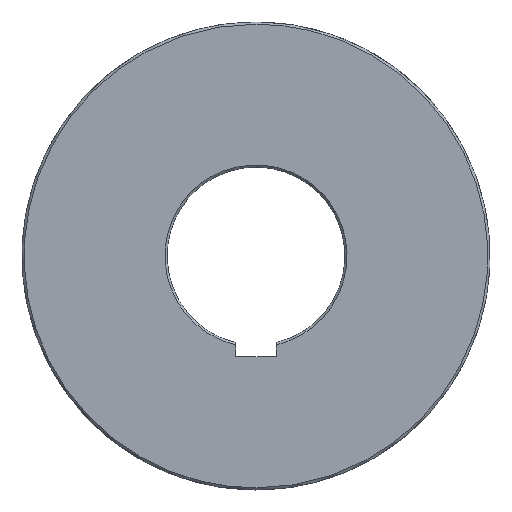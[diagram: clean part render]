
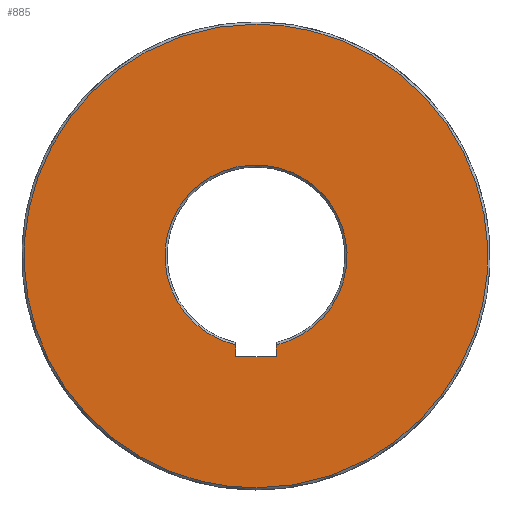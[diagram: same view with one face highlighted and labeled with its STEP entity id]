
A CAD part, front view. The second image highlights one B-rep face of the part: STEP entity #885.
In plain terms, the highlighted free-form (B-spline) face has degree [1, 1] with [2, 2] control points.
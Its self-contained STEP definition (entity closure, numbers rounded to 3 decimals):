
#352 = EDGE_CURVE('',#353,#355,#357,.T.);
#353 = VERTEX_POINT('',#354);
#354 = CARTESIAN_POINT('',(0.,0.,-78.693));
#355 = VERTEX_POINT('',#356);
#356 = CARTESIAN_POINT('',(0.,0.,78.693));
#357 = ( BOUNDED_CURVE() B_SPLINE_CURVE(2,(#358,#359,#360,#361,#362),
.UNSPECIFIED.,.F.,.F.) B_SPLINE_CURVE_WITH_KNOTS((3,2,3),(3.142,
4.712,6.283),.PIECEWISE_BEZIER_KNOTS.) CURVE() 
GEOMETRIC_REPRESENTATION_ITEM() RATIONAL_B_SPLINE_CURVE((1.,
0.707,1.,0.707,1.)) REPRESENTATION_ITEM('') );
#358 = CARTESIAN_POINT('',(0.,0.,-78.693));
#359 = CARTESIAN_POINT('',(78.693,0.,-78.693));
#360 = CARTESIAN_POINT('',(78.693,0.,0.));
#361 = CARTESIAN_POINT('',(78.693,0.,78.693));
#362 = CARTESIAN_POINT('',(0.,0.,78.693));
#701 = EDGE_CURVE('',#702,#704,#706,.T.);
#702 = VERTEX_POINT('',#703);
#703 = CARTESIAN_POINT('',(6.941,0.,-34.122));
#704 = VERTEX_POINT('',#705);
#705 = CARTESIAN_POINT('',(6.941,0.,-30.118));
#706 = B_SPLINE_CURVE_WITH_KNOTS('',1,(#707,#708),.UNSPECIFIED.,.F.,.F.,
  (2,2),(-23.35,-20.61),.PIECEWISE_BEZIER_KNOTS.);
#707 = CARTESIAN_POINT('',(6.941,0.,-34.122));
#708 = CARTESIAN_POINT('',(6.941,0.,-30.118));
#794 = VERTEX_POINT('',#795);
#795 = CARTESIAN_POINT('',(-6.941,0.,-30.118));
#802 = EDGE_CURVE('',#803,#794,#805,.T.);
#803 = VERTEX_POINT('',#804);
#804 = CARTESIAN_POINT('',(-6.941,0.,-34.122));
#805 = B_SPLINE_CURVE_WITH_KNOTS('',1,(#806,#807),.UNSPECIFIED.,.F.,.F.,
  (2,2),(-23.35,-20.61),.PIECEWISE_BEZIER_KNOTS.);
#806 = CARTESIAN_POINT('',(-6.941,0.,-34.122));
#807 = CARTESIAN_POINT('',(-6.941,0.,-30.118));
#838 = EDGE_CURVE('',#803,#702,#839,.T.);
#839 = B_SPLINE_CURVE_WITH_KNOTS('',1,(#840,#841),.UNSPECIFIED.,.F.,.F.,
  (2,2),(-4.75,4.75),.PIECEWISE_BEZIER_KNOTS.);
#840 = CARTESIAN_POINT('',(-6.941,0.,-34.122));
#841 = CARTESIAN_POINT('',(6.941,0.,-34.122));
#885 = ADVANCED_FACE('',(#886,#897),#912,.F.);
#886 = FACE_BOUND('',#887,.T.);
#887 = EDGE_LOOP('',(#888,#896));
#888 = ORIENTED_EDGE('',*,*,#889,.T.);
#889 = EDGE_CURVE('',#355,#353,#890,.T.);
#890 = ( BOUNDED_CURVE() B_SPLINE_CURVE(2,(#891,#892,#893,#894,#895),
.UNSPECIFIED.,.F.,.F.) B_SPLINE_CURVE_WITH_KNOTS((3,2,3),(0.,
1.571,3.142),.PIECEWISE_BEZIER_KNOTS.) CURVE() 
GEOMETRIC_REPRESENTATION_ITEM() RATIONAL_B_SPLINE_CURVE((1.,
0.707,1.,0.707,1.)) REPRESENTATION_ITEM('') );
#891 = CARTESIAN_POINT('',(0.,0.,78.693));
#892 = CARTESIAN_POINT('',(-78.693,0.,78.693));
#893 = CARTESIAN_POINT('',(-78.693,0.,0.));
#894 = CARTESIAN_POINT('',(-78.693,0.,-78.693));
#895 = CARTESIAN_POINT('',(0.,0.,-78.693));
#896 = ORIENTED_EDGE('',*,*,#352,.T.);
#897 = FACE_BOUND('',#898,.T.);
#898 = EDGE_LOOP('',(#899,#900,#910,#911));
#899 = ORIENTED_EDGE('',*,*,#802,.T.);
#900 = ORIENTED_EDGE('',*,*,#901,.T.);
#901 = EDGE_CURVE('',#794,#704,#902,.T.);
#902 = ( BOUNDED_CURVE() B_SPLINE_CURVE(2,(#903,#904,#905,#906,#907,#908
,#909),.UNSPECIFIED.,.F.,.F.) B_SPLINE_CURVE_WITH_KNOTS((3,2,2,3),(
    3.368,5.311,7.255,9.198),
.PIECEWISE_BEZIER_KNOTS.) CURVE() GEOMETRIC_REPRESENTATION_ITEM() 
RATIONAL_B_SPLINE_CURVE((1.,0.564,1.,0.564,1.,
0.564,1.)) REPRESENTATION_ITEM('') );
#903 = CARTESIAN_POINT('',(-6.941,0.,-30.118));
#904 = CARTESIAN_POINT('',(-51.049,0.,-19.952));
#905 = CARTESIAN_POINT('',(-25.524,0.,17.429));
#906 = CARTESIAN_POINT('',(0.,0.,54.809));
#907 = CARTESIAN_POINT('',(25.524,0.,17.429));
#908 = CARTESIAN_POINT('',(51.049,0.,-19.952));
#909 = CARTESIAN_POINT('',(6.941,0.,-30.118));
#910 = ORIENTED_EDGE('',*,*,#701,.F.);
#911 = ORIENTED_EDGE('',*,*,#838,.F.);
#912 = B_SPLINE_SURFACE_WITH_KNOTS('',1,1,(
    (#913,#914)
    ,(#915,#916
    )),.UNSPECIFIED.,.F.,.F.,.F.,(2,2),(2,2),(-53.85,53.85),(-53.85,
    53.85),.PIECEWISE_BEZIER_KNOTS.);
#913 = CARTESIAN_POINT('',(-78.693,0.,-78.693));
#914 = CARTESIAN_POINT('',(78.693,0.,-78.693));
#915 = CARTESIAN_POINT('',(-78.693,0.,78.693));
#916 = CARTESIAN_POINT('',(78.693,0.,78.693));
